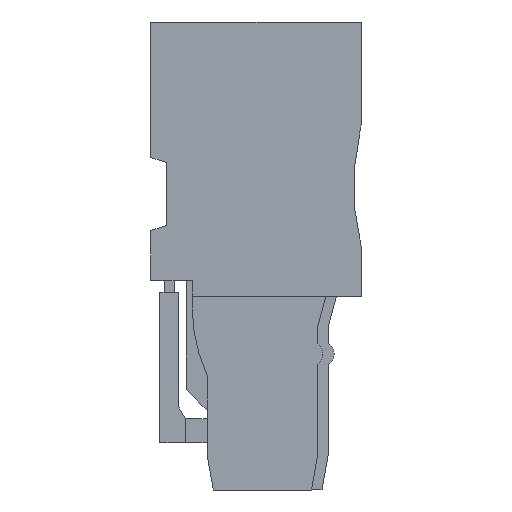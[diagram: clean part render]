
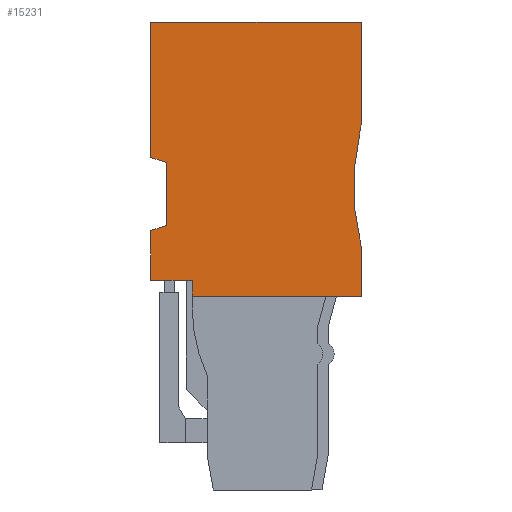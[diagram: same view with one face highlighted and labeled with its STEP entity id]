
A CAD part, left-side view. The second image highlights one B-rep face of the part: STEP entity #15231.
In plain terms, the highlighted planar face has unit normal (-1, 0, 0).
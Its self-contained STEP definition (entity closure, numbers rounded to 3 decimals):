
#10787=AXIS2_PLACEMENT_3D('Circle Axis2P3D',#10785,#10786,$) ;
#15199=AXIS2_PLACEMENT_3D('Plane Axis2P3D',#15196,#15197,#15198) ;
#15213=AXIS2_PLACEMENT_3D('Circle Axis2P3D',#15211,#15212,$) ;
#3221=CARTESIAN_POINT('Line Origine',(0.,0.,27.85)) ;
#3225=CARTESIAN_POINT('Vertex',(0.,0.,24.55)) ;
#3227=CARTESIAN_POINT('Vertex',(0.,0.,31.15)) ;
#3942=CARTESIAN_POINT('Vertex',(0.,0.,16.231)) ;
#3945=CARTESIAN_POINT('Line Origine',(0.,0.,14.566)) ;
#3949=CARTESIAN_POINT('Vertex',(0.,0.,12.9)) ;
#4653=CARTESIAN_POINT('Line Origine',(0.,5.625,12.9)) ;
#4657=CARTESIAN_POINT('Vertex',(0.,11.25,12.9)) ;
#6734=CARTESIAN_POINT('Vertex',(0.,11.25,13.95)) ;
#6737=CARTESIAN_POINT('Line Origine',(0.,12.625,13.95)) ;
#6741=CARTESIAN_POINT('Vertex',(0.,14.,13.95)) ;
#7096=CARTESIAN_POINT('Line Origine',(0.,14.,15.608)) ;
#7100=CARTESIAN_POINT('Vertex',(0.,14.,17.265)) ;
#7121=CARTESIAN_POINT('Line Origine',(0.,13.485,17.433)) ;
#7125=CARTESIAN_POINT('Vertex',(0.,12.969,17.6)) ;
#7447=CARTESIAN_POINT('Vertex',(0.,12.969,21.8)) ;
#7450=CARTESIAN_POINT('Line Origine',(0.,13.485,21.967)) ;
#7454=CARTESIAN_POINT('Vertex',(0.,14.,22.135)) ;
#7731=CARTESIAN_POINT('Line Origine',(0.,14.,26.642)) ;
#7735=CARTESIAN_POINT('Vertex',(0.,14.,31.15)) ;
#8879=CARTESIAN_POINT('Line Origine',(0.,7.,31.15)) ;
#10782=CARTESIAN_POINT('Vertex',(0.,0.083,23.83)) ;
#10785=CARTESIAN_POINT('Axis2P3D Location',(0.,-15.5,20.2)) ;
#15196=CARTESIAN_POINT('Axis2P3D Location',(0.,6.8,12.9)) ;
#15201=CARTESIAN_POINT('Line Origine',(0.,12.969,19.7)) ;
#15206=CARTESIAN_POINT('Line Origine',(0.,11.25,13.425)) ;
#15211=CARTESIAN_POINT('Axis2P3D Location',(0.,3.172,24.55)) ;
#3222=DIRECTION('Vector Direction',(0.,0.,-1.)) ;
#3946=DIRECTION('Vector Direction',(0.,0.,-1.)) ;
#4654=DIRECTION('Vector Direction',(0.,1.,0.)) ;
#6738=DIRECTION('Vector Direction',(0.,1.,0.)) ;
#7097=DIRECTION('Vector Direction',(0.,0.,1.)) ;
#7122=DIRECTION('Vector Direction',(0.,-0.951,0.309)) ;
#7451=DIRECTION('Vector Direction',(0.,0.951,0.309)) ;
#7732=DIRECTION('Vector Direction',(0.,0.,1.)) ;
#8880=DIRECTION('Vector Direction',(0.,-1.,0.)) ;
#10786=DIRECTION('Axis2P3D Direction',(-1.,0.,0.)) ;
#15197=DIRECTION('Axis2P3D Direction',(1.,0.,-0.)) ;
#15198=DIRECTION('Axis2P3D XDirection',(0.,0.,1.)) ;
#15202=DIRECTION('Vector Direction',(0.,0.,1.)) ;
#15207=DIRECTION('Vector Direction',(0.,0.,1.)) ;
#15212=DIRECTION('Axis2P3D Direction',(1.,0.,-0.)) ;
#3223=VECTOR('Line Direction',#3222,1.) ;
#3947=VECTOR('Line Direction',#3946,1.) ;
#4655=VECTOR('Line Direction',#4654,1.) ;
#6739=VECTOR('Line Direction',#6738,1.) ;
#7098=VECTOR('Line Direction',#7097,1.) ;
#7123=VECTOR('Line Direction',#7122,1.) ;
#7452=VECTOR('Line Direction',#7451,1.) ;
#7733=VECTOR('Line Direction',#7732,1.) ;
#8881=VECTOR('Line Direction',#8880,1.) ;
#15203=VECTOR('Line Direction',#15202,1.) ;
#15208=VECTOR('Line Direction',#15207,1.) ;
#15217=ORIENTED_EDGE('',*,*,#15205,.T.) ;
#15218=ORIENTED_EDGE('',*,*,#7127,.T.) ;
#15219=ORIENTED_EDGE('',*,*,#7102,.F.) ;
#15220=ORIENTED_EDGE('',*,*,#6743,.F.) ;
#15221=ORIENTED_EDGE('',*,*,#15210,.F.) ;
#15222=ORIENTED_EDGE('',*,*,#4659,.T.) ;
#15223=ORIENTED_EDGE('',*,*,#3951,.T.) ;
#15224=ORIENTED_EDGE('',*,*,#10789,.T.) ;
#15225=ORIENTED_EDGE('',*,*,#15215,.T.) ;
#15226=ORIENTED_EDGE('',*,*,#3229,.T.) ;
#15227=ORIENTED_EDGE('',*,*,#8883,.T.) ;
#15228=ORIENTED_EDGE('',*,*,#7737,.F.) ;
#15229=ORIENTED_EDGE('',*,*,#7456,.T.) ;
#15231=ADVANCED_FACE('V2',(#15230),#15200,.F.) ;
#10788=CIRCLE('generated circle',#10787,16.) ;
#15214=CIRCLE('generated circle',#15213,3.172) ;
#3229=EDGE_CURVE('',#3226,#3228,#3224,.F.) ;
#3951=EDGE_CURVE('',#3950,#3943,#3948,.F.) ;
#4659=EDGE_CURVE('',#4658,#3950,#4656,.F.) ;
#6743=EDGE_CURVE('',#6735,#6742,#6740,.T.) ;
#7102=EDGE_CURVE('',#6742,#7101,#7099,.T.) ;
#7127=EDGE_CURVE('',#7126,#7101,#7124,.F.) ;
#7456=EDGE_CURVE('',#7455,#7448,#7453,.F.) ;
#7737=EDGE_CURVE('',#7455,#7736,#7734,.T.) ;
#8883=EDGE_CURVE('',#3228,#7736,#8882,.F.) ;
#10789=EDGE_CURVE('',#3943,#10783,#10788,.F.) ;
#15205=EDGE_CURVE('',#7448,#7126,#15204,.F.) ;
#15210=EDGE_CURVE('',#4658,#6735,#15209,.T.) ;
#15215=EDGE_CURVE('',#10783,#3226,#15214,.F.) ;
#15216=EDGE_LOOP('',(#15217,#15218,#15219,#15220,#15221,#15222,#15223,#15224,#15225,#15226,#15227,#15228,#15229)) ;
#15230=FACE_OUTER_BOUND('',#15216,.T.) ;
#3224=LINE('Line',#3221,#3223) ;
#3948=LINE('Line',#3945,#3947) ;
#4656=LINE('Line',#4653,#4655) ;
#6740=LINE('Line',#6737,#6739) ;
#7099=LINE('Line',#7096,#7098) ;
#7124=LINE('Line',#7121,#7123) ;
#7453=LINE('Line',#7450,#7452) ;
#7734=LINE('Line',#7731,#7733) ;
#8882=LINE('Line',#8879,#8881) ;
#15204=LINE('Line',#15201,#15203) ;
#15209=LINE('Line',#15206,#15208) ;
#15200=PLANE('',#15199) ;
#3226=VERTEX_POINT('',#3225) ;
#3228=VERTEX_POINT('',#3227) ;
#3943=VERTEX_POINT('',#3942) ;
#3950=VERTEX_POINT('',#3949) ;
#4658=VERTEX_POINT('',#4657) ;
#6735=VERTEX_POINT('',#6734) ;
#6742=VERTEX_POINT('',#6741) ;
#7101=VERTEX_POINT('',#7100) ;
#7126=VERTEX_POINT('',#7125) ;
#7448=VERTEX_POINT('',#7447) ;
#7455=VERTEX_POINT('',#7454) ;
#7736=VERTEX_POINT('',#7735) ;
#10783=VERTEX_POINT('',#10782) ;
